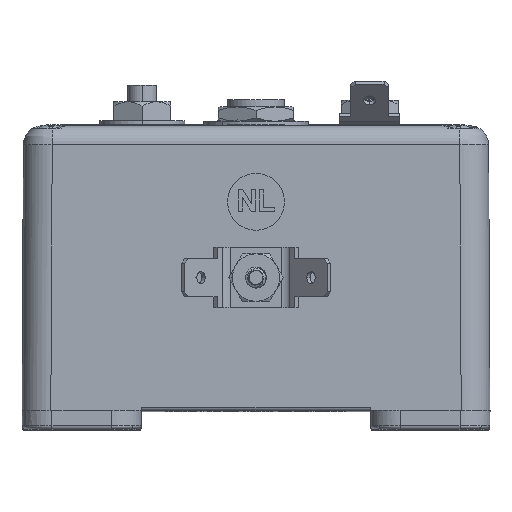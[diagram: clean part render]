
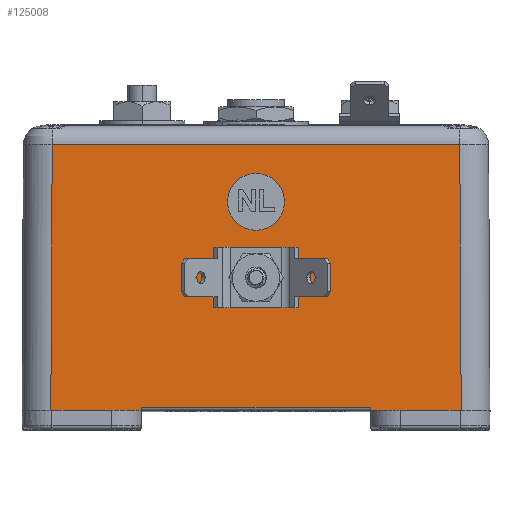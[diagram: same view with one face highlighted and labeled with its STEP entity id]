
A CAD part, top view. The second image highlights one B-rep face of the part: STEP entity #125008.
In plain terms, the highlighted planar face has unit normal (0, 0.005, 1).
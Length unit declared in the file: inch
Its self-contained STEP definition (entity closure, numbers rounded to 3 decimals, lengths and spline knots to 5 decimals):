
#3814 = VERTEX_POINT ( 'NONE', #155478 ) ;
#9711 =( BOUNDED_CURVE ( )  B_SPLINE_CURVE ( 3, ( #23788, #82867, #39642, #53666 ),
 .UNSPECIFIED., .F., .F. ) 
 B_SPLINE_CURVE_WITH_KNOTS ( ( 4, 4 ),
 ( 4.71239, 7.85398 ),
 .UNSPECIFIED. ) 
 CURVE ( )  GEOMETRIC_REPRESENTATION_ITEM ( )  RATIONAL_B_SPLINE_CURVE ( ( 1., 0.333, 0.333, 1. ) ) 
 REPRESENTATION_ITEM ( '' )  );
#11928 = LINE ( 'NONE', #113549, #18688 ) ;
#18088 = LINE ( 'NONE', #93084, #77157 ) ;
#18688 = VECTOR ( 'NONE', #111649, 39.37008 ) ;
#19952 = VERTEX_POINT ( 'NONE', #141822 ) ;
#20399 = CARTESIAN_POINT ( 'NONE',  ( -0.75468, -1.755, 2.29919 ) ) ;
#22408 = VERTEX_POINT ( 'NONE', #113606 ) ;
#23788 = CARTESIAN_POINT ( 'NONE',  ( -0.1015, -0.8775, 2.29459 ) ) ;
#24361 = ORIENTED_EDGE ( 'NONE', *, *, #65635, .F. ) ;
#27577 = ORIENTED_EDGE ( 'NONE', *, *, #99681, .T. ) ;
#30271 = DIRECTION ( 'NONE',  ( 0.01, 1., -0.005 ) ) ;
#31449 = CARTESIAN_POINT ( 'NONE',  ( 0.75468, -1.755, 2.29919 ) ) ;
#33918 = EDGE_CURVE ( 'NONE', #153834, #3814, #167336, .T. ) ;
#34397 = ORIENTED_EDGE ( 'NONE', *, *, #82325, .T. ) ;
#36028 = DIRECTION ( 'NONE',  ( -0.01, 1., -0.005 ) ) ;
#36816 = VECTOR ( 'NONE', #48105, 39.37008 ) ;
#37289 = CARTESIAN_POINT ( 'NONE',  ( 0.75406, -1.69572, 2.29888 ) ) ;
#38973 = EDGE_LOOP ( 'NONE', ( #84496, #47479, #70036, #75966, #24361, #55960, #34397, #165825 ) ) ;
#39642 = CARTESIAN_POINT ( 'NONE',  ( 0.1015, -0.6745, 2.29353 ) ) ;
#41534 = EDGE_CURVE ( 'NONE', #164837, #153834, #11928, .T. ) ;
#47479 = ORIENTED_EDGE ( 'NONE', *, *, #128795, .T. ) ;
#48105 = DIRECTION ( 'NONE',  ( -0.005, -1., 0.005 ) ) ;
#49182 = CARTESIAN_POINT ( 'NONE',  ( 0.1015, -0.8775, 2.29459 ) ) ;
#51171 = EDGE_LOOP ( 'NONE', ( #75864, #27577 ) ) ;
#53666 = CARTESIAN_POINT ( 'NONE',  ( 0.1015, -0.8775, 2.29459 ) ) ;
#55960 = ORIENTED_EDGE ( 'NONE', *, *, #70773, .F. ) ;
#59984 = VERTEX_POINT ( 'NONE', #71687 ) ;
#65635 = EDGE_CURVE ( 'NONE', #19952, #3814, #99444, .T. ) ;
#66398 = LINE ( 'NONE', #105979, #36816 ) ;
#68879 = VERTEX_POINT ( 'NONE', #31449 ) ;
#69979 = DIRECTION ( 'NONE',  ( 0., 0.005, 1. ) ) ;
#70036 = ORIENTED_EDGE ( 'NONE', *, *, #41534, .T. ) ;
#70773 = EDGE_CURVE ( 'NONE', #68879, #19952, #161932, .T. ) ;
#71687 = CARTESIAN_POINT ( 'NONE',  ( 1.35403, -1.755, 2.29919 ) ) ;
#74064 = DIRECTION ( 'NONE',  ( -1., 0., 0. ) ) ;
#75864 = ORIENTED_EDGE ( 'NONE', *, *, #76850, .T. ) ;
#75966 = ORIENTED_EDGE ( 'NONE', *, *, #33918, .T. ) ;
#76850 = EDGE_CURVE ( 'NONE', #182235, #22408, #9711, .T. ) ;
#76862 = CARTESIAN_POINT ( 'NONE',  ( -0.1015, -0.8775, 2.29459 ) ) ;
#77157 = VECTOR ( 'NONE', #121804, 39.37008 ) ;
#79651 = VECTOR ( 'NONE', #183387, 39.37008 ) ;
#82325 = EDGE_CURVE ( 'NONE', #68879, #59984, #18088, .T. ) ;
#82558 = VERTEX_POINT ( 'NONE', #89403 ) ;
#82867 = CARTESIAN_POINT ( 'NONE',  ( -0.1015, -0.6745, 2.29353 ) ) ;
#84496 = ORIENTED_EDGE ( 'NONE', *, *, #178343, .F. ) ;
#89403 = CARTESIAN_POINT ( 'NONE',  ( 1.34485, 0., 2.29 ) ) ;
#91184 = AXIS2_PLACEMENT_3D ( 'NONE', #111431, #69979, #171381 ) ;
#93084 = CARTESIAN_POINT ( 'NONE',  ( -1.54419, -1.755, 2.29919 ) ) ;
#93694 = CARTESIAN_POINT ( 'NONE',  ( -0.1015, -1.0805, 2.29566 ) ) ;
#94903 = VECTOR ( 'NONE', #74064, 39.37008 ) ;
#97310 = CARTESIAN_POINT ( 'NONE',  ( -1.34485, 0., 2.29 ) ) ;
#98004 = PLANE ( 'NONE',  #91184 ) ;
#99444 = LINE ( 'NONE', #145505, #94903 ) ;
#99681 = EDGE_CURVE ( 'NONE', #22408, #182235, #115192, .T. ) ;
#102744 = CARTESIAN_POINT ( 'NONE',  ( -0.75477, -1.76327, 2.29923 ) ) ;
#105350 = EDGE_CURVE ( 'NONE', #59984, #82558, #189106, .T. ) ;
#105979 = CARTESIAN_POINT ( 'NONE',  ( -1.35404, -1.756, 2.29919 ) ) ;
#110022 = CARTESIAN_POINT ( 'NONE',  ( 1.35395, -1.73983, 2.29911 ) ) ;
#111431 = CARTESIAN_POINT ( 'NONE',  ( -1.54419, -1.755, 2.29919 ) ) ;
#111649 = DIRECTION ( 'NONE',  ( 1., 0., 0. ) ) ;
#113370 = VERTEX_POINT ( 'NONE', #97310 ) ;
#113549 = CARTESIAN_POINT ( 'NONE',  ( -1.54419, -1.755, 2.29919 ) ) ;
#113606 = CARTESIAN_POINT ( 'NONE',  ( 0.1015, -0.8775, 2.29459 ) ) ;
#115192 =( BOUNDED_CURVE ( )  B_SPLINE_CURVE ( 3, ( #49182, #124303, #93694, #153664 ),
 .UNSPECIFIED., .F., .F. ) 
 B_SPLINE_CURVE_WITH_KNOTS ( ( 4, 4 ),
 ( 1.5708, 4.71239 ),
 .UNSPECIFIED. ) 
 CURVE ( )  GEOMETRIC_REPRESENTATION_ITEM ( )  RATIONAL_B_SPLINE_CURVE ( ( 1., 0.333, 0.333, 1. ) ) 
 REPRESENTATION_ITEM ( '' )  );
#118563 = VECTOR ( 'NONE', #36028, 39.37008 ) ;
#121804 = DIRECTION ( 'NONE',  ( 1., 0., 0. ) ) ;
#123182 = FACE_BOUND ( 'NONE', #51171, .T. ) ;
#124303 = CARTESIAN_POINT ( 'NONE',  ( 0.1015, -1.0805, 2.29566 ) ) ;
#125008 = ADVANCED_FACE ( 'NONE', ( #123182, #180225 ), #98004, .T. ) ;
#128795 = EDGE_CURVE ( 'NONE', #113370, #164837, #66398, .T. ) ;
#130371 = LINE ( 'NONE', #137905, #139252 ) ;
#137905 = CARTESIAN_POINT ( 'NONE',  ( 1.54419, 0., 2.29 ) ) ;
#139252 = VECTOR ( 'NONE', #154505, 39.37008 ) ;
#141822 = CARTESIAN_POINT ( 'NONE',  ( 0.75446, -1.73367, 2.29908 ) ) ;
#145505 = CARTESIAN_POINT ( 'NONE',  ( -1.54419, -1.73367, 2.29908 ) ) ;
#153664 = CARTESIAN_POINT ( 'NONE',  ( -0.1015, -0.8775, 2.29459 ) ) ;
#153834 = VERTEX_POINT ( 'NONE', #20399 ) ;
#154505 = DIRECTION ( 'NONE',  ( 1., 0., 0. ) ) ;
#155478 = CARTESIAN_POINT ( 'NONE',  ( -0.75446, -1.73367, 2.29908 ) ) ;
#161932 = LINE ( 'NONE', #37289, #118563 ) ;
#164837 = VERTEX_POINT ( 'NONE', #186930 ) ;
#165825 = ORIENTED_EDGE ( 'NONE', *, *, #105350, .T. ) ;
#167336 = LINE ( 'NONE', #102744, #176457 ) ;
#171381 = DIRECTION ( 'NONE',  ( 0., -1., 0.005 ) ) ;
#176457 = VECTOR ( 'NONE', #30271, 39.37008 ) ;
#178343 = EDGE_CURVE ( 'NONE', #113370, #82558, #130371, .T. ) ;
#180225 = FACE_OUTER_BOUND ( 'NONE', #38973, .T. ) ;
#182235 = VERTEX_POINT ( 'NONE', #76862 ) ;
#183387 = DIRECTION ( 'NONE',  ( -0.005, 1., -0.005 ) ) ;
#186930 = CARTESIAN_POINT ( 'NONE',  ( -1.35403, -1.755, 2.29919 ) ) ;
#189106 = LINE ( 'NONE', #110022, #79651 ) ;
